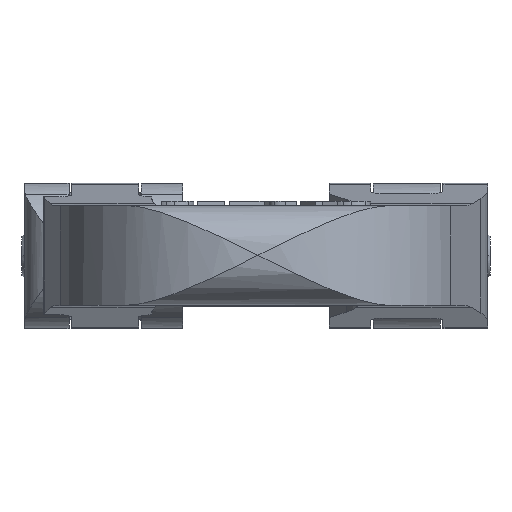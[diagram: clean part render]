
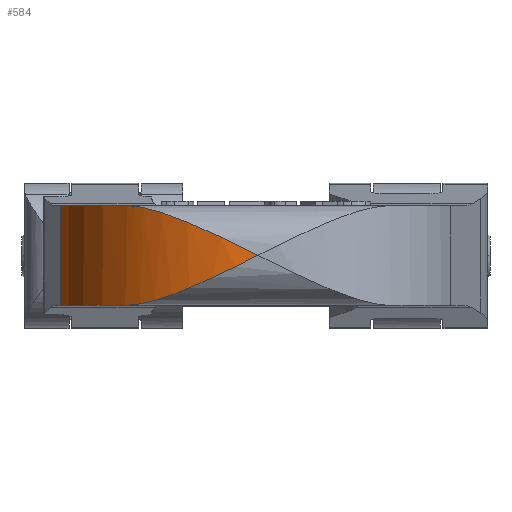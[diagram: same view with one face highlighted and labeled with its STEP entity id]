
A CAD part, top view. The second image highlights one B-rep face of the part: STEP entity #584.
In plain terms, the highlighted cylindrical face has radius 46.5 mm (diameter 93 mm), a partial arc.
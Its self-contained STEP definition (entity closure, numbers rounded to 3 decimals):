
#584=ADVANCED_FACE('',(#1281),#1282,.T.);
#1281=FACE_OUTER_BOUND('',#3339,.T.);
#1282=CYLINDRICAL_SURFACE('',#3340,46.5);
#3339=EDGE_LOOP('',(#5836,#5837,#5838,#5839,#5840));
#3340=AXIS2_PLACEMENT_3D('',#5841,#5842,#5843);
#5836=ORIENTED_EDGE('',*,*,#7516,.T.);
#5837=ORIENTED_EDGE('',*,*,#7520,.T.);
#5838=ORIENTED_EDGE('',*,*,#7348,.T.);
#5839=ORIENTED_EDGE('',*,*,#7320,.T.);
#5840=ORIENTED_EDGE('',*,*,#7525,.F.);
#5841=CARTESIAN_POINT('',(0.9,0.0,70.0));
#5842=DIRECTION('',(0.0,-1.0,0.0));
#5843=DIRECTION('',(0.982,0.0,-0.191));
#7320=EDGE_CURVE('',#8510,#8508,#8511,.T.);
#7348=EDGE_CURVE('',#8547,#8510,#8549,.T.);
#7516=EDGE_CURVE('',#8831,#8829,#8832,.T.);
#7520=EDGE_CURVE('',#8829,#8547,#8836,.T.);
#7525=EDGE_CURVE('',#8831,#8508,#8841,.T.);
#8508=VERTEX_POINT('',#10532);
#8510=VERTEX_POINT('',#10535);
#8511=CIRCLE('',#10536,46.5);
#8547=VERTEX_POINT('',#10611);
#8549=B_SPLINE_CURVE_WITH_KNOTS('',3,(#10622,#10623,#10624,#10625,#10626,#10627,#10628,#10629,#10630,#10631),.UNSPECIFIED.,.F.,.F.,(4,2,2,2,4),(0.0,0.864,1.728,2.592,3.411),.UNSPECIFIED.);
#8829=VERTEX_POINT('',#11568);
#8831=VERTEX_POINT('',#11571);
#8832=CIRCLE('',#11572,46.5);
#8836=B_SPLINE_CURVE_WITH_KNOTS('',3,(#11586,#11587,#11588,#11589,#11590,#11591,#11592,#11593,#11594,#11595),.UNSPECIFIED.,.F.,.F.,(4,2,2,2,4),(7.509,8.373,9.237,10.101,10.966),.UNSPECIFIED.);
#8841=LINE('',#11605,#11606);
#10532=CARTESIAN_POINT('',(-44.746,28.25,78.873));
#10535=CARTESIAN_POINT('',(-29.371,28.25,105.298));
#10536=AXIS2_PLACEMENT_3D('',#13224,#13225,#13226);
#10611=CARTESIAN_POINT('',(0.9,16.752,116.5));
#10622=CARTESIAN_POINT('',(0.9,16.752,116.5));
#10623=CARTESIAN_POINT('',(-1.679,18.035,116.5));
#10624=CARTESIAN_POINT('',(-4.359,19.369,116.282));
#10625=CARTESIAN_POINT('',(-9.746,21.956,115.347));
#10626=CARTESIAN_POINT('',(-12.453,23.208,114.63));
#10627=CARTESIAN_POINT('',(-17.738,25.425,112.694));
#10628=CARTESIAN_POINT('',(-20.314,26.392,111.477));
#10629=CARTESIAN_POINT('',(-25.091,27.764,108.653));
#10630=CARTESIAN_POINT('',(-27.302,28.204,107.072));
#10631=CARTESIAN_POINT('',(-29.371,28.25,105.298));
#11568=CARTESIAN_POINT('',(-29.717,5.25,104.998));
#11571=CARTESIAN_POINT('',(-44.746,5.25,78.873));
#11572=AXIS2_PLACEMENT_3D('',#13429,#13430,#13431);
#11586=CARTESIAN_POINT('',(-29.717,5.25,104.998));
#11587=CARTESIAN_POINT('',(-27.549,5.25,106.895));
#11588=CARTESIAN_POINT('',(-25.22,5.702,108.576));
#11589=CARTESIAN_POINT('',(-20.314,7.112,111.477));
#11590=CARTESIAN_POINT('',(-17.738,8.079,112.694));
#11591=CARTESIAN_POINT('',(-12.453,10.296,114.63));
#11592=CARTESIAN_POINT('',(-9.746,11.548,115.347));
#11593=CARTESIAN_POINT('',(-4.359,14.135,116.282));
#11594=CARTESIAN_POINT('',(-1.679,15.469,116.5));
#11595=CARTESIAN_POINT('',(0.9,16.752,116.5));
#11605=CARTESIAN_POINT('',(-44.746,0.0,78.873));
#11606=VECTOR('',#13436,10.0);
#13224=CARTESIAN_POINT('',(0.9,28.25,70.0));
#13225=DIRECTION('',(0.0,-1.0,0.0));
#13226=DIRECTION('',(0.982,0.0,-0.191));
#13429=CARTESIAN_POINT('',(0.9,5.25,70.0));
#13430=DIRECTION('',(0.,1.0,0.));
#13431=DIRECTION('',(0.982,0.0,-0.191));
#13436=DIRECTION('',(0.0,1.0,0.0));
